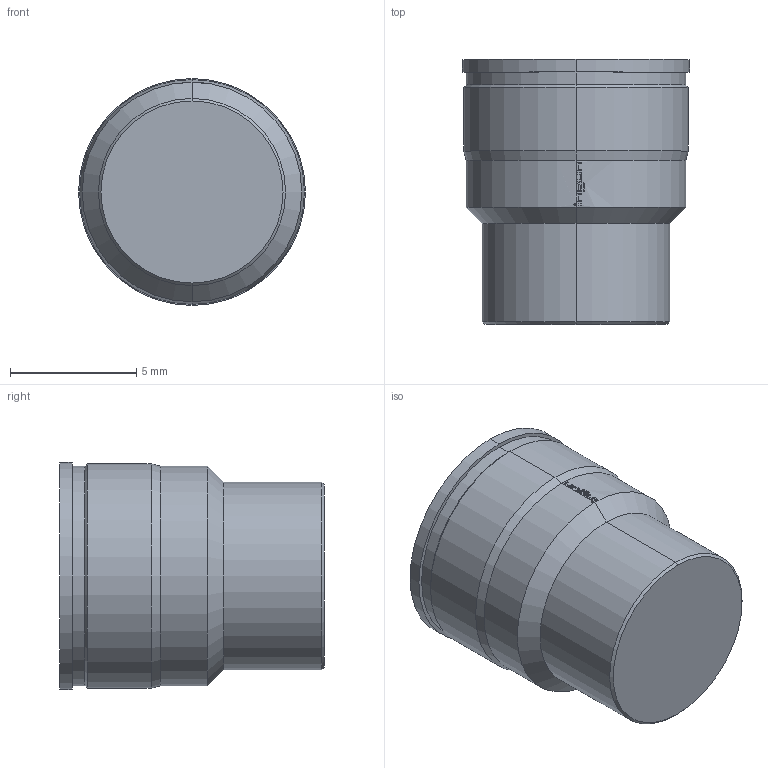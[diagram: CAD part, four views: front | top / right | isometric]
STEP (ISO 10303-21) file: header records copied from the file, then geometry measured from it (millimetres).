
FILE_DESCRIPTION (( 'STEP AP203' ), '1' );
FILE_NAME ('INGUN_KS-559_M8_R.STEP', '2022-02-09T05:29:15', ( 'ochi' ), ( '' ), 'SwSTEP 2.0', 'SolidWorks 2018', '' );
FILE_SCHEMA (( 'CONFIG_CONTROL_DESIGN' ));
Length unit declared in the file: millimetre
Products named in the file (1): INGUN_KS-559_M8_R
Bounding box: 9 x 10.5 x 9 mm (x, y, z)
Volume: 563.7 mm3; surface area: 389.8 mm2
Topology: 1 solids, 1 shells, 89 faces, 226 edges, 146 vertices
Faces by surface type: plane 43, bspline 22, cylinder 16, cone 8
Entity records: 2909 total; most frequent: CARTESIAN_POINT 862, ORIENTED_EDGE 452, DIRECTION 338, EDGE_CURVE 226, VERTEX_POINT 146, AXIS2_PLACEMENT_3D 130, EDGE_LOOP 96, ADVANCED_FACE 89
